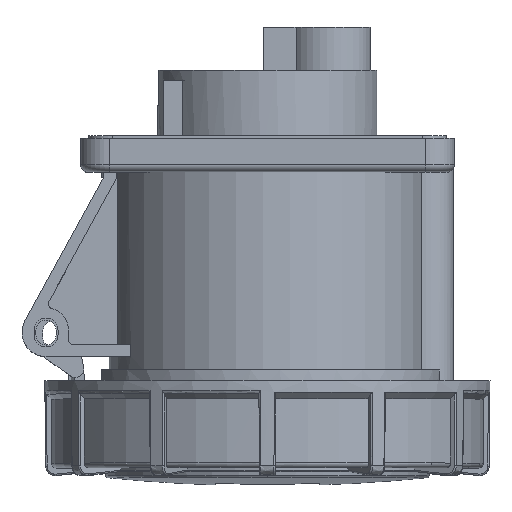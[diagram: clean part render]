
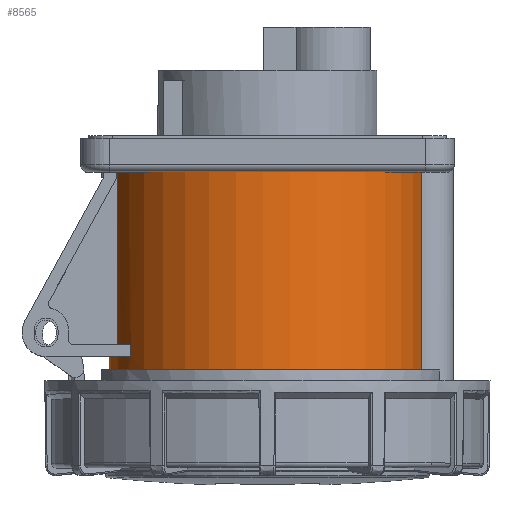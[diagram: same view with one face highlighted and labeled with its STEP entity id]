
A CAD part, top view. The second image highlights one B-rep face of the part: STEP entity #8565.
In plain terms, the highlighted cylindrical face has radius 32.825 mm (diameter 65.65 mm), a partial arc.
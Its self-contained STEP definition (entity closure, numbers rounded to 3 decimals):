
#328=CARTESIAN_POINT('',(-0.125,0.,0.));
#329=DIRECTION('',(0.,1.,0.));
#330=DIRECTION('',(-0.947,0.,-0.321));
#331=AXIS2_PLACEMENT_3D('',#328,#329,#330);
#783=DIRECTION('',(0.,1.,0.));
#784=VECTOR('',#783,1.2);
#785=CARTESIAN_POINT('',(-31.208,50.8,-10.55));
#786=LINE('',#785,#784);
#790=DIRECTION('',(0.,1.,0.));
#791=VECTOR('',#790,2.5);
#792=CARTESIAN_POINT('',(-31.208,13.58,-10.55));
#793=LINE('',#792,#791);
#797=CARTESIAN_POINT('',(-0.125,16.08,0.));
#798=DIRECTION('',(0.,1.,0.));
#799=DIRECTION('',(-0.864,0.,-0.504));
#800=AXIS2_PLACEMENT_3D('',#797,#798,#799);
#805=DIRECTION('',(0.,1.,0.));
#806=VECTOR('',#805,2.5);
#807=CARTESIAN_POINT('',(-28.472,13.58,-16.55));
#808=LINE('',#807,#806);
#812=CARTESIAN_POINT('',(-0.125,13.58,0.));
#813=DIRECTION('',(0.,1.,0.));
#814=DIRECTION('',(-0.864,0.,-0.504));
#815=AXIS2_PLACEMENT_3D('',#812,#813,#814);
#820=CARTESIAN_POINT('',(-0.125,16.08,0.));
#821=DIRECTION('',(0.,1.,0.));
#822=DIRECTION('',(-0.947,0.,0.321));
#823=AXIS2_PLACEMENT_3D('',#820,#821,#822);
#828=DIRECTION('',(0.,1.,0.));
#829=VECTOR('',#828,2.5);
#830=CARTESIAN_POINT('',(-31.208,13.58,10.55));
#831=LINE('',#830,#829);
#835=CARTESIAN_POINT('',(-0.125,13.58,0.));
#836=DIRECTION('',(0.,1.,0.));
#837=DIRECTION('',(-0.947,0.,0.321));
#838=AXIS2_PLACEMENT_3D('',#835,#836,#837);
#843=DIRECTION('',(0.,1.,0.));
#844=VECTOR('',#843,2.5);
#845=CARTESIAN_POINT('',(-28.472,13.58,16.55));
#846=LINE('',#845,#844);
#850=CARTESIAN_POINT('',(-0.125,50.8,0.));
#851=DIRECTION('',(0.,1.,0.));
#852=DIRECTION('',(-0.976,0.,0.218));
#853=AXIS2_PLACEMENT_3D('',#850,#851,#852);
#858=DIRECTION('',(0.,1.,0.));
#859=VECTOR('',#858,1.2);
#860=CARTESIAN_POINT('',(-31.208,50.8,10.55));
#861=LINE('',#860,#859);
#865=DIRECTION('',(0.,-1.,0.));
#866=VECTOR('',#865,41.2);
#867=CARTESIAN_POINT('',(32.036,52.,6.569));
#868=LINE('',#867,#866);
#872=CARTESIAN_POINT('',(-0.125,10.8,0.));
#873=DIRECTION('',(0.,1.,0.));
#874=DIRECTION('',(-0.947,0.,0.321));
#875=AXIS2_PLACEMENT_3D('',#872,#873,#874);
#880=DIRECTION('',(0.,1.,0.));
#881=VECTOR('',#880,9.2);
#882=CARTESIAN_POINT('',(-31.208,1.6,10.55));
#883=LINE('',#882,#881);
#887=DIRECTION('',(0.,1.,0.));
#888=VECTOR('',#887,1.6);
#889=CARTESIAN_POINT('',(-31.208,0.,10.55));
#890=LINE('',#889,#888);
#894=DIRECTION('',(0.,1.,0.));
#895=VECTOR('',#894,1.6);
#896=CARTESIAN_POINT('',(-31.208,0.,-10.55));
#897=LINE('',#896,#895);
#901=DIRECTION('',(0.,1.,0.));
#902=VECTOR('',#901,9.2);
#903=CARTESIAN_POINT('',(-31.208,1.6,-10.55));
#904=LINE('',#903,#902);
#908=CARTESIAN_POINT('',(-0.125,10.8,0.));
#909=DIRECTION('',(0.,1.,0.));
#910=DIRECTION('',(0.98,0.,-0.2));
#911=AXIS2_PLACEMENT_3D('',#908,#909,#910);
#916=DIRECTION('',(0.,1.,0.));
#917=VECTOR('',#916,41.2);
#918=CARTESIAN_POINT('',(32.036,10.8,-6.569));
#919=LINE('',#918,#917);
#923=CARTESIAN_POINT('',(-0.125,50.8,0.));
#924=DIRECTION('',(0.,1.,0.));
#925=DIRECTION('',(-0.947,0.,-0.321));
#926=AXIS2_PLACEMENT_3D('',#923,#924,#925);
#931=CARTESIAN_POINT('',(-32.16,50.8,-7.157));
#932=CARTESIAN_POINT('',(-32.693,49.83,-4.771));
#933=CARTESIAN_POINT('',(-33.207,48.896,0.));
#934=CARTESIAN_POINT('',(-32.693,49.83,4.771));
#935=CARTESIAN_POINT('',(-32.16,50.8,7.157));
#1538=CARTESIAN_POINT('',(-0.125,52.,0.));
#1539=DIRECTION('',(0.,1.,0.));
#1540=DIRECTION('',(-0.947,0.,0.321));
#1541=AXIS2_PLACEMENT_3D('',#1538,#1539,#1540);
#1588=CARTESIAN_POINT('',(-0.125,52.,0.));
#1589=DIRECTION('',(0.,1.,0.));
#1590=DIRECTION('',(0.98,0.,-0.2));
#1591=AXIS2_PLACEMENT_3D('',#1588,#1589,#1590);
#7137=CARTESIAN_POINT('',(-28.472,13.58,-16.55));
#7138=CARTESIAN_POINT('',(-28.472,16.08,
-16.55));
#7139=VERTEX_POINT('',#7137);
#7140=VERTEX_POINT('',#7138);
#7141=CARTESIAN_POINT('',(-31.208,13.58,-10.55));
#7142=VERTEX_POINT('',#7141);
#7163=CARTESIAN_POINT('',(-31.208,16.08,-10.55));
#7164=VERTEX_POINT('',#7163);
#7219=CARTESIAN_POINT('',(-28.472,16.08,16.55));
#7220=VERTEX_POINT('',#7219);
#7229=CARTESIAN_POINT('',(-28.472,13.58,16.55));
#7230=VERTEX_POINT('',#7229);
#7231=CARTESIAN_POINT('',(-31.208,13.58,10.55));
#7232=VERTEX_POINT('',#7231);
#7245=CARTESIAN_POINT('',(-31.208,16.08,10.55));
#7246=VERTEX_POINT('',#7245);
#7275=VERTEX_POINT('',#931);
#7276=VERTEX_POINT('',#935);
#7285=CARTESIAN_POINT('',(-31.208,50.8,10.55));
#7286=VERTEX_POINT('',#7285);
#7287=CARTESIAN_POINT('',(-31.208,50.8,-10.55));
#7288=VERTEX_POINT('',#7287);
#7445=CARTESIAN_POINT('',(32.036,10.8,-6.569));
#7446=CARTESIAN_POINT('',(-31.208,10.8,-10.55));
#7447=VERTEX_POINT('',#7445);
#7448=VERTEX_POINT('',#7446);
#7449=CARTESIAN_POINT('',(-31.208,10.8,10.55));
#7450=CARTESIAN_POINT('',(32.036,10.8,6.569));
#7451=VERTEX_POINT('',#7449);
#7452=VERTEX_POINT('',#7450);
#7682=CARTESIAN_POINT('',(-31.208,0.,10.55));
#7684=VERTEX_POINT('',#7682);
#7685=CARTESIAN_POINT('',(-31.208,0.,-10.55));
#7687=VERTEX_POINT('',#7685);
#7689=CARTESIAN_POINT('',(-31.208,1.6,10.55));
#7690=VERTEX_POINT('',#7689);
#7691=CARTESIAN_POINT('',(-31.208,1.6,-10.55));
#7692=VERTEX_POINT('',#7691);
#7833=CARTESIAN_POINT('',(32.036,52.,-6.569));
#7834=CARTESIAN_POINT('',(-31.208,52.,-10.55));
#7835=VERTEX_POINT('',#7833);
#7836=VERTEX_POINT('',#7834);
#7845=CARTESIAN_POINT('',(-31.208,52.,10.55));
#7846=VERTEX_POINT('',#7845);
#7847=CARTESIAN_POINT('',(32.036,52.,6.569));
#7848=VERTEX_POINT('',#7847);
#8510=CARTESIAN_POINT('',(-0.125,0.,0.));
#8511=DIRECTION('',(0.,1.,0.));
#8512=DIRECTION('',(0.,0.,1.));
#8513=AXIS2_PLACEMENT_3D('',#8510,#8511,#8512);
#8514=CYLINDRICAL_SURFACE('',#8513,32.825);
#8516=ORIENTED_EDGE('',*,*,#8515,.T.);
#8518=ORIENTED_EDGE('',*,*,#8517,.T.);
#8520=ORIENTED_EDGE('',*,*,#8519,.T.);
#8522=ORIENTED_EDGE('',*,*,#8521,.T.);
#8524=ORIENTED_EDGE('',*,*,#8523,.F.);
#8526=ORIENTED_EDGE('',*,*,#8525,.F.);
#8528=ORIENTED_EDGE('',*,*,#8527,.F.);
#8529=ORIENTED_EDGE('',*,*,#8132,.F.);
#8531=ORIENTED_EDGE('',*,*,#8530,.T.);
#8533=ORIENTED_EDGE('',*,*,#8532,.T.);
#8535=ORIENTED_EDGE('',*,*,#8534,.F.);
#8537=ORIENTED_EDGE('',*,*,#8536,.T.);
#8539=ORIENTED_EDGE('',*,*,#8538,.T.);
#8540=ORIENTED_EDGE('',*,*,#8500,.F.);
#8542=ORIENTED_EDGE('',*,*,#8541,.T.);
#8544=ORIENTED_EDGE('',*,*,#8543,.T.);
#8545=EDGE_LOOP('',(#8516,#8518,#8520,#8522,#8524,#8526,#8528,#8529,#8531,#8533,
#8535,#8537,#8539,#8540,#8542,#8544));
#8546=FACE_OUTER_BOUND('',#8545,.F.);
#8548=ORIENTED_EDGE('',*,*,#8547,.F.);
#8550=ORIENTED_EDGE('',*,*,#8549,.F.);
#8552=ORIENTED_EDGE('',*,*,#8551,.T.);
#8554=ORIENTED_EDGE('',*,*,#8553,.T.);
#8555=EDGE_LOOP('',(#8548,#8550,#8552,#8554));
#8556=FACE_BOUND('',#8555,.F.);
#8557=ORIENTED_EDGE('',*,*,#8263,.T.);
#8559=ORIENTED_EDGE('',*,*,#8558,.F.);
#8560=ORIENTED_EDGE('',*,*,#8364,.F.);
#8562=ORIENTED_EDGE('',*,*,#8561,.T.);
#8563=EDGE_LOOP('',(#8557,#8559,#8560,#8562));
#8564=FACE_BOUND('',#8563,.F.);
#332=CIRCLE('',#331,32.825);
#801=CIRCLE('',#800,32.825);
#816=CIRCLE('',#815,32.825);
#824=CIRCLE('',#823,32.825);
#839=CIRCLE('',#838,32.825);
#854=CIRCLE('',#853,32.825);
#876=CIRCLE('',#875,32.825);
#912=CIRCLE('',#911,32.825);
#927=CIRCLE('',#926,32.825);
#936=B_SPLINE_CURVE_WITH_KNOTS('',3,(#931,#932,#933,#934,#935),.UNSPECIFIED.,
.F.,.F.,(4,1,4),(0.,0.5,1.),.UNSPECIFIED.);
#1542=CIRCLE('',#1541,32.825);
#1592=CIRCLE('',#1591,32.825);
#8132=EDGE_CURVE('',#7687,#7684,#332,.T.);
#8263=EDGE_CURVE('',#7142,#7164,#793,.T.);
#8364=EDGE_CURVE('',#7139,#7140,#808,.T.);
#8500=EDGE_CURVE('',#7288,#7836,#786,.T.);
#8515=EDGE_CURVE('',#7276,#7286,#854,.T.);
#8517=EDGE_CURVE('',#7286,#7846,#861,.T.);
#8519=EDGE_CURVE('',#7846,#7848,#1542,.T.);
#8521=EDGE_CURVE('',#7848,#7452,#868,.T.);
#8523=EDGE_CURVE('',#7451,#7452,#876,.T.);
#8525=EDGE_CURVE('',#7690,#7451,#883,.T.);
#8527=EDGE_CURVE('',#7684,#7690,#890,.T.);
#8530=EDGE_CURVE('',#7687,#7692,#897,.T.);
#8532=EDGE_CURVE('',#7692,#7448,#904,.T.);
#8534=EDGE_CURVE('',#7447,#7448,#912,.T.);
#8536=EDGE_CURVE('',#7447,#7835,#919,.T.);
#8538=EDGE_CURVE('',#7835,#7836,#1592,.T.);
#8541=EDGE_CURVE('',#7288,#7275,#927,.T.);
#8543=EDGE_CURVE('',#7275,#7276,#936,.T.);
#8547=EDGE_CURVE('',#7246,#7220,#824,.T.);
#8549=EDGE_CURVE('',#7232,#7246,#831,.T.);
#8551=EDGE_CURVE('',#7232,#7230,#839,.T.);
#8553=EDGE_CURVE('',#7230,#7220,#846,.T.);
#8558=EDGE_CURVE('',#7140,#7164,#801,.T.);
#8561=EDGE_CURVE('',#7139,#7142,#816,.T.);
#8565=ADVANCED_FACE('',(#8546,#8556,#8564),#8514,.T.);
